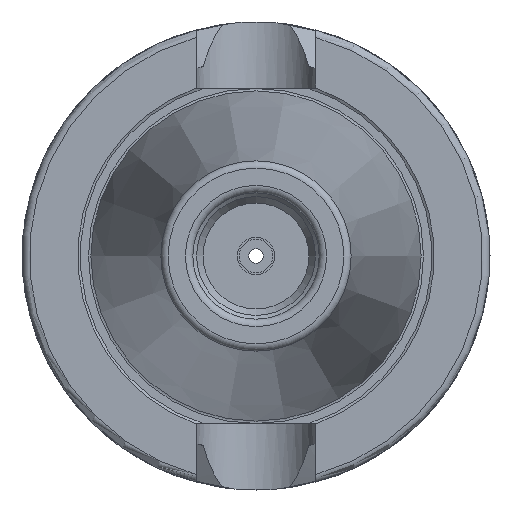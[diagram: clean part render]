
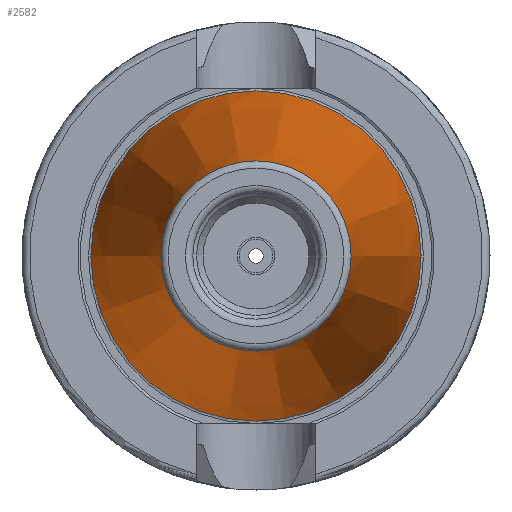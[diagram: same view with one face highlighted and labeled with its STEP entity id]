
A CAD part, left-side view. The second image highlights one B-rep face of the part: STEP entity #2582.
In plain terms, the highlighted conical face has half-angle 8.297 degrees and reference radius 17.519 mm.
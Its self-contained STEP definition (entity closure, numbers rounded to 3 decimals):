
#2548=CARTESIAN_POINT('',(-64.544,12.812,0.0));
#2549=VERTEX_POINT('',#2548);
#2550=CARTESIAN_POINT('',(-64.544,0.0,0.0));
#2551=DIRECTION('',(1.0,0.0,0.0));
#2552=DIRECTION('',(0.0,1.0,0.0));
#2553=AXIS2_PLACEMENT_3D('',#2550,#2551,#2552);
#2554=CIRCLE('',#2553,12.812);
#2555=EDGE_CURVE('',#2549,#2549,#2554,.T.);
#2563=CARTESIAN_POINT('',(-32.272,0.0,0.0));
#2564=DIRECTION('',(1.0,0.0,0.0));
#2565=DIRECTION('',(0.0,1.0,0.0));
#2566=AXIS2_PLACEMENT_3D('',#2563,#2564,#2565);
#2567=CONICAL_SURFACE('',#2566,17.519,8.297);
#2568=CARTESIAN_POINT('',(0.0,22.225,0.0));
#2569=VERTEX_POINT('',#2568);
#2570=CARTESIAN_POINT('',(0.0,0.0,0.0));
#2571=DIRECTION('',(1.0,0.0,0.0));
#2572=DIRECTION('',(0.0,1.0,0.0));
#2573=AXIS2_PLACEMENT_3D('',#2570,#2571,#2572);
#2574=CIRCLE('',#2573,22.225);
#2575=EDGE_CURVE('',#2569,#2569,#2574,.T.);
#2576=ORIENTED_EDGE('',*,*,#2575,.F.);
#2577=EDGE_LOOP('',(#2576));
#2578=FACE_OUTER_BOUND('',#2577,.T.);
#2579=ORIENTED_EDGE('',*,*,#2555,.T.);
#2580=EDGE_LOOP('',(#2579));
#2581=FACE_BOUND('',#2580,.T.);
#2582=ADVANCED_FACE('',(#2578,#2581),#2567,.T.);
